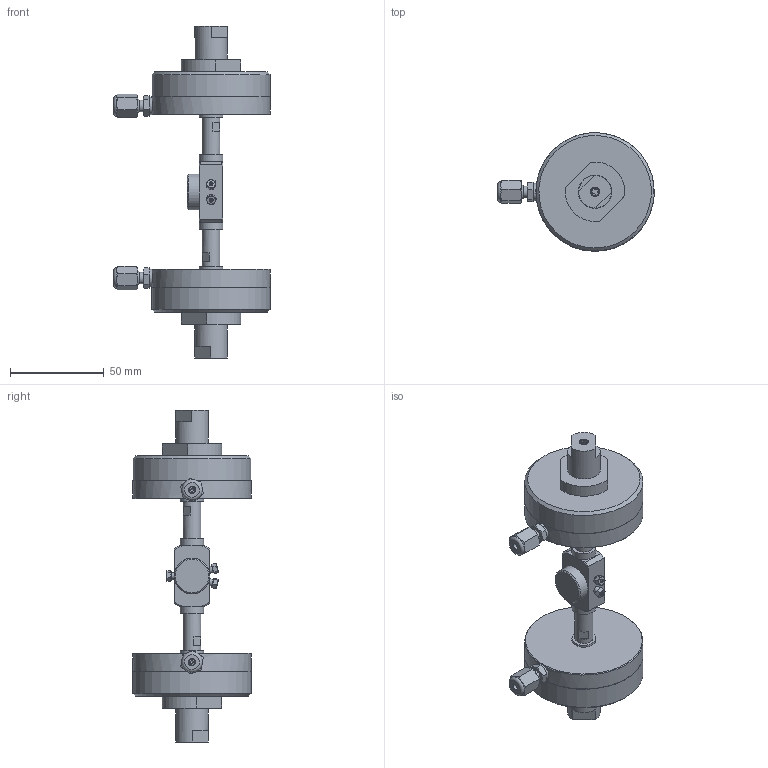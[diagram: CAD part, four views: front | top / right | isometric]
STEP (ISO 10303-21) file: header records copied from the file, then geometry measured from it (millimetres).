
FILE_DESCRIPTION((''),'2;1');
FILE_NAME('332328-ASFVOD40K.5 Dual On-Off valve.stp','2013-08-26T15:51:24',('Franzp'),(''),'Autodesk Inventor 2013','Autodesk Inventor 2013','');
FILE_SCHEMA(('AUTOMOTIVE_DESIGN { 1 0 10303 214 1 1 1 1 }'));
Length unit declared in the file: millimetre
Products named in the file (1): 332328_Shrinkwrap_1
Bounding box: 83.48 x 63.12 x 177.21 mm (x, y, z)
Surface area: 35700.4 mm2 (no closed solid volume)
Topology: 0 solids, 39 shells, 184 faces, 532 edges, 367 vertices
Faces by surface type: plane 113, cylinder 37, cone 32, torus 2
Full cylindrical faces by diameter (mm): 0.889 x2, 1.575 x3, 3.3 x2, 3.505 x3, 3.962 x2, 6.223 x2, 9.271 x2, 9.525 x2, 12.7 x4, 17.45 x2, 19.05 x1, 63.119 x4
Entity records: 6073 total; most frequent: CARTESIAN_POINT 1387, DIRECTION 890, ORIENTED_EDGE 728, EDGE_CURVE 458, AXIS2_PLACEMENT_3D 365, VERTEX_POINT 348, EDGE_LOOP 279, FACE_OUTER_BOUND 184
